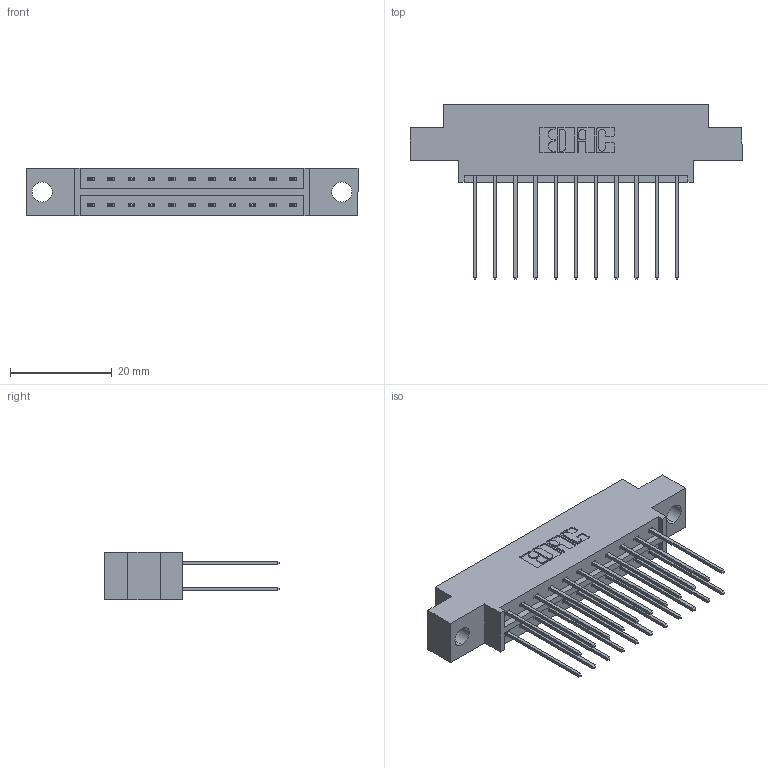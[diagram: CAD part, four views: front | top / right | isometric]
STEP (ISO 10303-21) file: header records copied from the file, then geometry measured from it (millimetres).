
FILE_DESCRIPTION (( 'STEP AP203' ), '1' );
FILE_NAME ('833-022-541-804.STEP', '2020-06-01T17:13:51', ( '' ), ( '' ), 'SwSTEP 2.0', 'SolidWorks 2020', '' );
FILE_SCHEMA (( 'CONFIG_CONTROL_DESIGN' ));
Length unit declared in the file: inch
Products named in the file (3): 345-292-001_345-293-141; 833 Part_Offset - .156 Dia - TH; 833-022-541-804
Assembly tree (23 placements, depth 2):
  833-022-541-804
    833 Part_Offset - .156 Dia - TH
    345-292-001_345-293-141  x22
Bounding box: 65.13 x 34.3 x 9.4 mm (x, y, z)
Volume: 6169.6 mm3; surface area: 7609.7 mm2
Topology: 23 solids, 23 shells, 1262 faces, 3733 edges, 2458 vertices
Faces by surface type: plane 866, cylinder 396
Entity records: 11239 total; most frequent: CARTESIAN_POINT 1902, ORIENTED_EDGE 1838, DIRECTION 1679, EDGE_CURVE 919, LINE 791, VECTOR 791, VERTEX_POINT 610, AXIS2_PLACEMENT_3D 444
